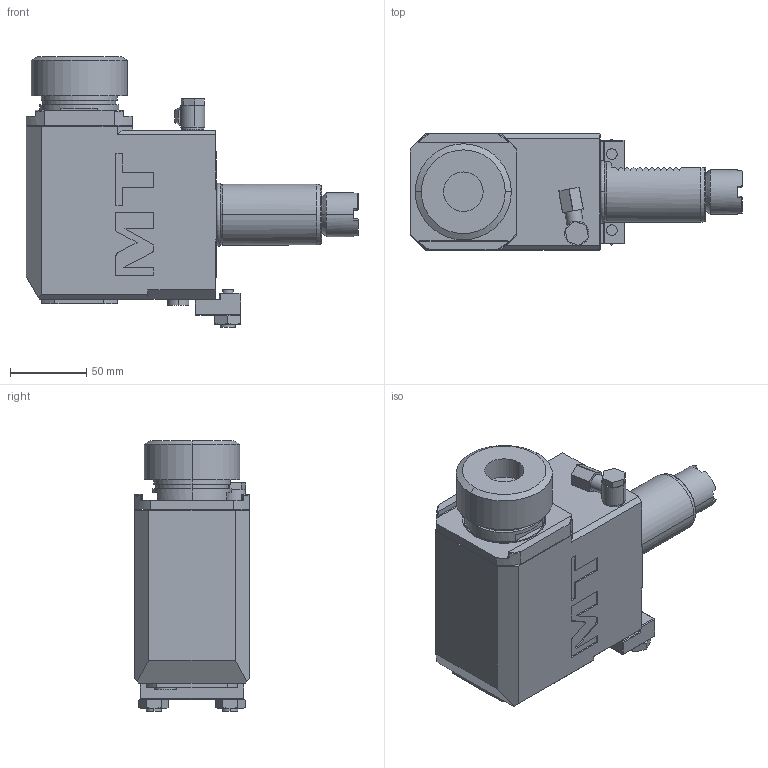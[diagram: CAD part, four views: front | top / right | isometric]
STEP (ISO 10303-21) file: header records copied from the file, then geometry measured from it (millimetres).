
FILE_DESCRIPTION((''),'2;1');
FILE_NAME('OKU0120140_CONF','2024-11-21T08:22:10',('fpalella'),('M.T. srl'),'CREO PARAMETRIC BY PTC INC, 2023352','CREO PARAMETRIC BY PTC INC, 2023352','');
FILE_SCHEMA(('CONFIG_CONTROL_DESIGN'));
Length unit declared in the file: millimetre
Products named in the file (1): OKU0120140_CONF
Bounding box: 217.95 x 76 x 177.66 mm (x, y, z)
Volume: 1230925.4 mm3; surface area: 120090.9 mm2
Topology: 2 solids, 2 shells, 452 faces, 1129 edges, 725 vertices
Faces by surface type: plane 263, cylinder 125, cone 49, torus 11, extrusion 4
Entity records: 14532 total; most frequent: CARTESIAN_POINT 3775, ORIENTED_EDGE 2254, DIRECTION 2175, EDGE_CURVE 1127, AXIS2_PLACEMENT_3D 778, VERTEX_POINT 725, VECTOR 619, LINE 615
